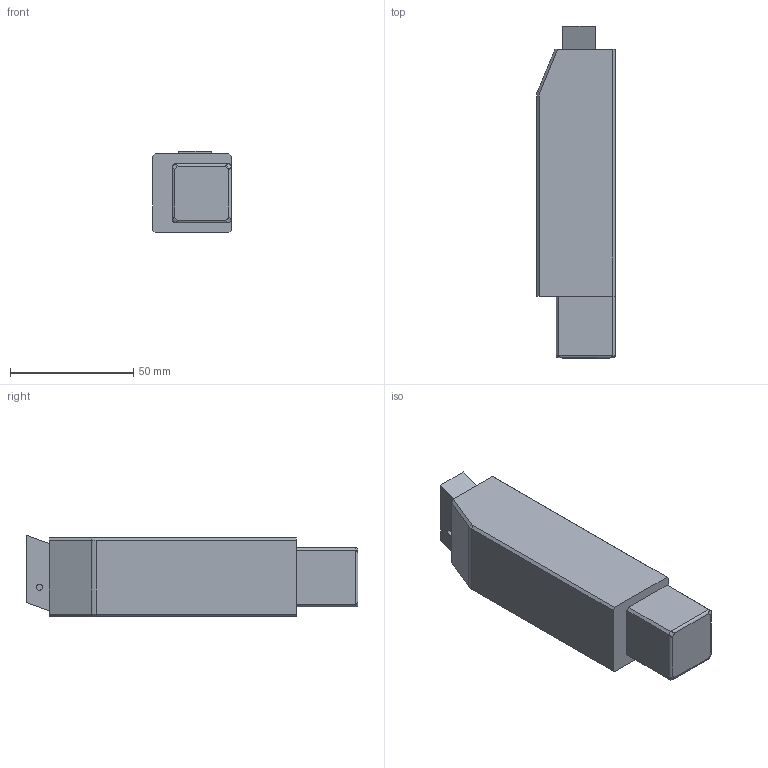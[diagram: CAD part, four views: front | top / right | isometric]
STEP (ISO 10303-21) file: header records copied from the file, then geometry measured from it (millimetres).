
FILE_DESCRIPTION(/* description */ (''),/* implementation_level */ '2;1');
FILE_NAME(/* name */ 'Integrated Sensor Base Left.step',/* time_stamp */ '2020-07-07T18:53:20-04:00',/* author */ (''),/* organization */ (''),/* preprocessor_version */ 'ST-DEVELOPER v18.1',/* originating_system */ 'Autodesk Translation Framework v9.3.0.1241',/* authorisation */ '');
FILE_SCHEMA (('AUTOMOTIVE_DESIGN { 1 0 10303 214 3 1 1 }'));
Length unit declared in the file: millimetre
Products named in the file (1): Sensor Base Left
Bounding box: 31.93 x 134.4 x 33.02 mm (x, y, z)
Volume: 91322 mm3; surface area: 24589.7 mm2
Topology: 1 solids, 1 shells, 83 faces, 205 edges, 124 vertices
Faces by surface type: plane 37, cylinder 24, bspline 10, cone 6, sphere 4, torus 2
Full cylindrical faces by diameter (mm): 2.5 x1
Entity records: 3340 total; most frequent: CARTESIAN_POINT 1387, ORIENTED_EDGE 410, DIRECTION 379, EDGE_CURVE 205, LINE 131, VECTOR 131, VERTEX_POINT 124, AXIS2_PLACEMENT_3D 124
